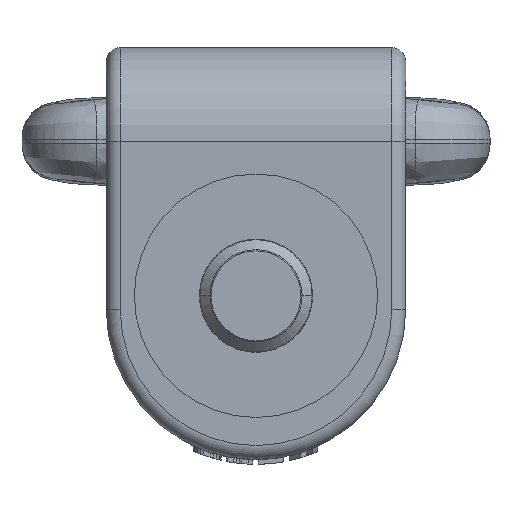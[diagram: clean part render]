
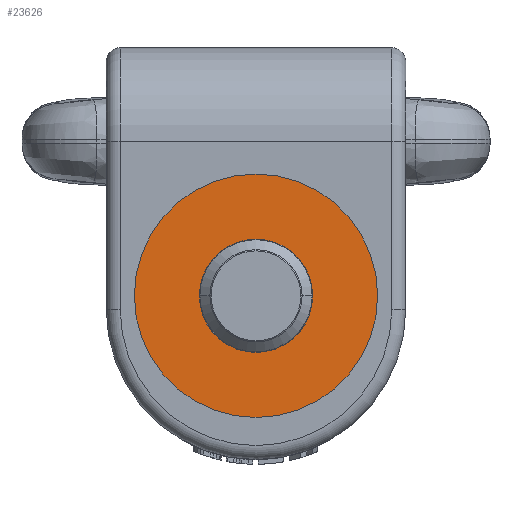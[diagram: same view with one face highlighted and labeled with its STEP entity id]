
A CAD part, front view. The second image highlights one B-rep face of the part: STEP entity #23626.
In plain terms, the highlighted face is planar.
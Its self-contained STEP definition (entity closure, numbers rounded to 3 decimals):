
#23465=CARTESIAN_POINT('',(0.,0.,14.4));
#23466=DIRECTION('',(0.,0.,-1.));
#23467=DIRECTION('',(1.,0.,0.));
#23468=AXIS2_PLACEMENT_3D('',#23465,#23466,#23467);
#23470=CARTESIAN_POINT('',(0.,0.,14.4));
#23471=DIRECTION('',(0.,0.,1.));
#23472=DIRECTION('',(1.,0.,0.));
#23473=AXIS2_PLACEMENT_3D('',#23470,#23471,#23472);
#23475=CARTESIAN_POINT('',(0.,0.,14.4));
#23476=DIRECTION('',(0.,0.,1.));
#23477=DIRECTION('',(1.,0.,0.));
#23478=AXIS2_PLACEMENT_3D('',#23475,#23476,#23477);
#23488=CARTESIAN_POINT('',(0.,0.,14.4));
#23489=DIRECTION('',(0.,0.,-1.));
#23490=DIRECTION('',(1.,0.,0.));
#23491=AXIS2_PLACEMENT_3D('',#23488,#23489,#23490);
#23577=CARTESIAN_POINT('',(13.,0.,14.4));
#23579=VERTEX_POINT('',#23577);
#23590=CARTESIAN_POINT('',(6.05,0.,14.4));
#23592=VERTEX_POINT('',#23590);
#23593=CARTESIAN_POINT('',(-13.,0.,14.4));
#23595=VERTEX_POINT('',#23593);
#23606=CARTESIAN_POINT('',(-6.05,0.,14.4));
#23608=VERTEX_POINT('',#23606);
#23609=CARTESIAN_POINT('',(0.,0.,14.4));
#23610=DIRECTION('',(0.,0.,1.));
#23611=DIRECTION('',(-1.,0.,0.));
#23612=AXIS2_PLACEMENT_3D('',#23609,#23610,#23611);
#23613=PLANE('',#23612);
#23615=ORIENTED_EDGE('',*,*,#23614,.F.);
#23617=ORIENTED_EDGE('',*,*,#23616,.T.);
#23618=EDGE_LOOP('',(#23615,#23617));
#23619=FACE_OUTER_BOUND('',#23618,.F.);
#23621=ORIENTED_EDGE('',*,*,#23620,.F.);
#23623=ORIENTED_EDGE('',*,*,#23622,.T.);
#23624=EDGE_LOOP('',(#23621,#23623));
#23625=FACE_BOUND('',#23624,.F.);
#23626=ADVANCED_FACE('',(#23619,#23625),#23613,.T.);
#23469=CIRCLE('',#23468,6.05);
#23474=CIRCLE('',#23473,6.05);
#23479=CIRCLE('',#23478,13.);
#23492=CIRCLE('',#23491,13.);
#23614=EDGE_CURVE('',#23579,#23595,#23479,.T.);
#23616=EDGE_CURVE('',#23579,#23595,#23492,.T.);
#23620=EDGE_CURVE('',#23592,#23608,#23469,.T.);
#23622=EDGE_CURVE('',#23592,#23608,#23474,.T.);
